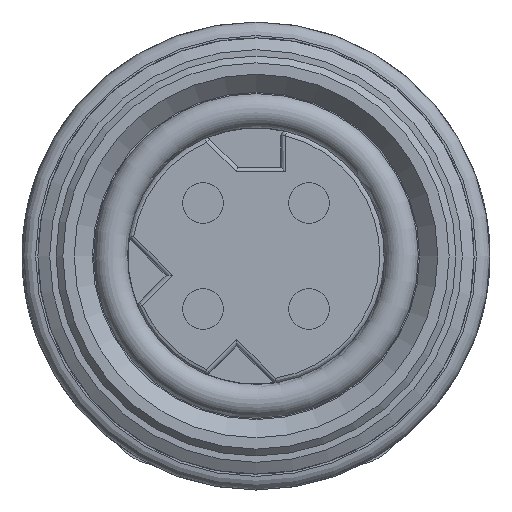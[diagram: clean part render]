
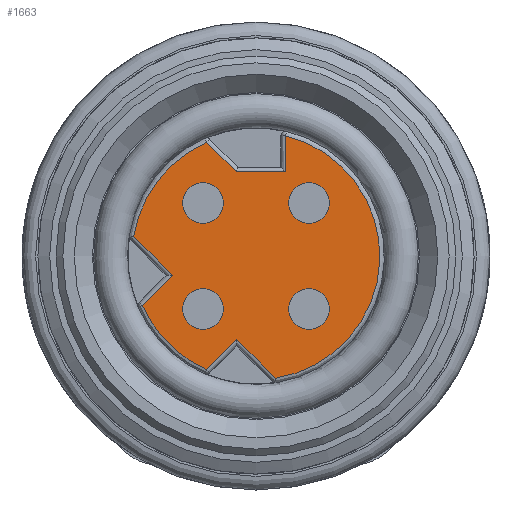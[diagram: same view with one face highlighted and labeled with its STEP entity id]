
A CAD part, front view. The second image highlights one B-rep face of the part: STEP entity #1663.
In plain terms, the highlighted planar face has unit normal (0, -1, 0).
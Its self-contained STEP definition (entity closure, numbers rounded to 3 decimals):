
#858=LINE('',#12208,#1125);
#859=LINE('',#12212,#1126);
#861=LINE('',#12218,#1128);
#862=LINE('',#12223,#1129);
#864=LINE('',#12229,#1131);
#867=LINE('',#12242,#1134);
#869=LINE('',#12248,#1136);
#1125=VECTOR('',#8155,1.);
#1126=VECTOR('',#8160,1.);
#1128=VECTOR('',#8166,1.);
#1129=VECTOR('',#8171,1.);
#1131=VECTOR('',#8177,1.);
#1134=VECTOR('',#8188,1.);
#1136=VECTOR('',#8194,1.);
#1663=ADVANCED_FACE('',(#1949,#1950,#1951,#1952,#1953),#1803,.F.);
#1803=PLANE('',#6596);
#1949=FACE_BOUND('',#2387,.T.);
#1950=FACE_BOUND('',#2388,.T.);
#1951=FACE_BOUND('',#2389,.T.);
#1952=FACE_BOUND('',#2390,.T.);
#1953=FACE_BOUND('',#2391,.T.);
#2387=EDGE_LOOP('',(#3883,#3884,#3885,#3886,#3887,#3888,#3889,#3890,#3891,
#3892));
#2388=EDGE_LOOP('',(#3893));
#2389=EDGE_LOOP('',(#3894));
#2390=EDGE_LOOP('',(#3895));
#2391=EDGE_LOOP('',(#3896));
#3883=ORIENTED_EDGE('',*,*,#5401,.T.);
#3884=ORIENTED_EDGE('',*,*,#5368,.T.);
#3885=ORIENTED_EDGE('',*,*,#5365,.T.);
#3886=ORIENTED_EDGE('',*,*,#5402,.T.);
#3887=ORIENTED_EDGE('',*,*,#5377,.T.);
#3888=ORIENTED_EDGE('',*,*,#5374,.T.);
#3889=ORIENTED_EDGE('',*,*,#5403,.T.);
#3890=ORIENTED_EDGE('',*,*,#5363,.T.);
#3891=ORIENTED_EDGE('',*,*,#5360,.T.);
#3892=ORIENTED_EDGE('',*,*,#5358,.T.);
#3893=ORIENTED_EDGE('',*,*,#5354,.T.);
#3894=ORIENTED_EDGE('',*,*,#5353,.F.);
#3895=ORIENTED_EDGE('',*,*,#5352,.F.);
#3896=ORIENTED_EDGE('',*,*,#5351,.F.);
#4571=VERTEX_POINT('',#12191);
#4572=VERTEX_POINT('',#12194);
#4573=VERTEX_POINT('',#12197);
#4574=VERTEX_POINT('',#12200);
#4575=VERTEX_POINT('',#12203);
#4577=VERTEX_POINT('',#12207);
#4578=VERTEX_POINT('',#12211);
#4579=VERTEX_POINT('',#12215);
#4582=VERTEX_POINT('',#12222);
#4583=VERTEX_POINT('',#12224);
#4585=VERTEX_POINT('',#12230);
#4587=VERTEX_POINT('',#12236);
#4590=VERTEX_POINT('',#12241);
#4592=VERTEX_POINT('',#12246);
#5351=EDGE_CURVE('',#4571,#4571,#5851,.T.);
#5352=EDGE_CURVE('',#4572,#4572,#5852,.T.);
#5353=EDGE_CURVE('',#4573,#4573,#5853,.T.);
#5354=EDGE_CURVE('',#4574,#4574,#5854,.T.);
#5358=EDGE_CURVE('',#4575,#4577,#858,.T.);
#5360=EDGE_CURVE('',#4578,#4575,#859,.T.);
#5363=EDGE_CURVE('',#4579,#4578,#861,.T.);
#5365=EDGE_CURVE('',#4583,#4582,#862,.T.);
#5368=EDGE_CURVE('',#4585,#4583,#864,.T.);
#5374=EDGE_CURVE('',#4587,#4590,#867,.T.);
#5377=EDGE_CURVE('',#4592,#4587,#869,.T.);
#5401=EDGE_CURVE('',#4577,#4585,#5875,.T.);
#5402=EDGE_CURVE('',#4582,#4592,#5876,.T.);
#5403=EDGE_CURVE('',#4590,#4579,#5877,.T.);
#5851=CIRCLE('',#6544,0.45);
#5852=CIRCLE('',#6546,0.45);
#5853=CIRCLE('',#6548,0.45);
#5854=CIRCLE('',#6550,0.45);
#5875=CIRCLE('',#6593,2.725);
#5876=CIRCLE('',#6594,2.725);
#5877=CIRCLE('',#6595,2.725);
#6544=AXIS2_PLACEMENT_3D('',#12190,#8134,#8135);
#6546=AXIS2_PLACEMENT_3D('',#12193,#8138,#8139);
#6548=AXIS2_PLACEMENT_3D('',#12196,#8142,#8143);
#6550=AXIS2_PLACEMENT_3D('',#12199,#8146,#8147);
#6593=AXIS2_PLACEMENT_3D('',#12296,#8254,#8255);
#6594=AXIS2_PLACEMENT_3D('',#12297,#8256,#8257);
#6595=AXIS2_PLACEMENT_3D('',#12298,#8258,#8259);
#6596=AXIS2_PLACEMENT_3D('',#12299,#8260,#8261);
#8134=DIRECTION('',(0.,-1.,0.));
#8135=DIRECTION('',(-0.707,0.,-0.707));
#8138=DIRECTION('',(0.,-1.,0.));
#8139=DIRECTION('',(-0.707,0.,-0.707));
#8142=DIRECTION('',(0.,-1.,0.));
#8143=DIRECTION('',(-0.707,0.,-0.707));
#8146=DIRECTION('',(0.,1.,0.));
#8147=DIRECTION('',(-0.707,0.,-0.707));
#8155=DIRECTION('',(-0.707,0.,0.707));
#8160=DIRECTION('',(-1.,0.,0.));
#8166=DIRECTION('',(0.,0.,-1.));
#8171=DIRECTION('',(-0.707,0.,-0.707));
#8177=DIRECTION('',(0.707,0.,-0.707));
#8188=DIRECTION('',(0.707,0.,-0.707));
#8194=DIRECTION('',(0.707,0.,0.707));
#8254=DIRECTION('',(0.,-1.,0.));
#8255=DIRECTION('',(1.,0.,0.));
#8256=DIRECTION('',(0.,-1.,0.));
#8257=DIRECTION('',(1.,0.,0.));
#8258=DIRECTION('',(0.,-1.,0.));
#8259=DIRECTION('',(1.,0.,0.));
#8260=DIRECTION('',(0.,1.,0.));
#8261=DIRECTION('',(-1.,0.,0.));
#12190=CARTESIAN_POINT('',(104.508,-12.975,-1.167));
#12191=CARTESIAN_POINT('',(104.19,-12.975,-1.485));
#12193=CARTESIAN_POINT('',(106.842,-12.975,1.167));
#12194=CARTESIAN_POINT('',(106.524,-12.975,0.849));
#12196=CARTESIAN_POINT('',(106.842,-12.975,-1.167));
#12197=CARTESIAN_POINT('',(106.524,-12.975,-1.485));
#12199=CARTESIAN_POINT('',(104.508,-12.975,1.167));
#12200=CARTESIAN_POINT('',(104.19,-12.975,0.849));
#12203=CARTESIAN_POINT('',(105.239,-12.975,1.85));
#12207=CARTESIAN_POINT('',(104.59,-12.975,2.5));
#12208=CARTESIAN_POINT('',(104.542,-12.975,2.547));
#12211=CARTESIAN_POINT('',(106.325,-12.975,1.85));
#12212=CARTESIAN_POINT('',(105.281,-12.975,1.85));
#12215=CARTESIAN_POINT('',(106.325,-12.975,2.646));
#12218=CARTESIAN_POINT('',(106.325,-12.975,1.95));
#12222=CARTESIAN_POINT('',(103.176,-12.975,-1.085));
#12223=CARTESIAN_POINT('',(103.128,-12.975,-1.133));
#12224=CARTESIAN_POINT('',(103.837,-12.975,-0.424));
#12229=CARTESIAN_POINT('',(103.766,-12.975,-0.354));
#12230=CARTESIAN_POINT('',(102.984,-12.975,0.428));
#12236=CARTESIAN_POINT('',(105.251,-12.975,-1.838));
#12241=CARTESIAN_POINT('',(106.103,-12.975,-2.691));
#12242=CARTESIAN_POINT('',(104.544,-12.975,-1.131));
#12246=CARTESIAN_POINT('',(104.59,-12.975,-2.5));
#12248=CARTESIAN_POINT('',(106.382,-12.975,-0.707));
#12296=CARTESIAN_POINT('',(105.675,-12.975,0.));
#12297=CARTESIAN_POINT('',(105.675,-12.975,0.));
#12298=CARTESIAN_POINT('',(105.675,-12.975,0.));
#12299=CARTESIAN_POINT('',(105.675,-12.975,0.));
